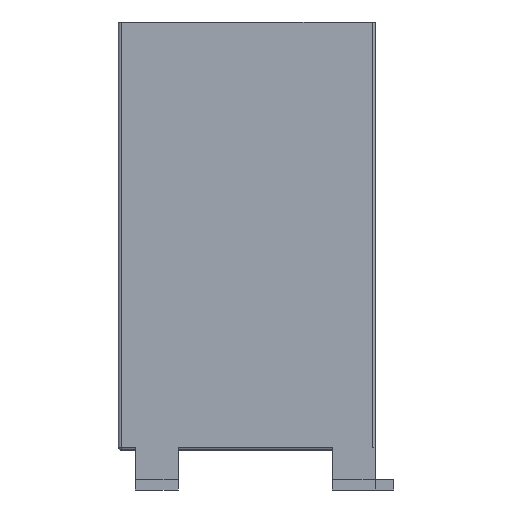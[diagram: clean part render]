
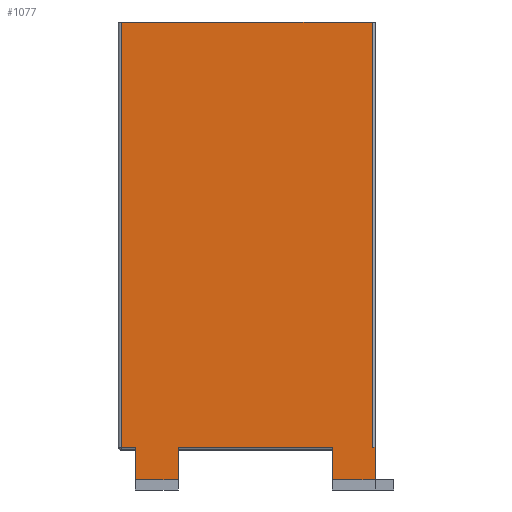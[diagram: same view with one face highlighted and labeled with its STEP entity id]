
A CAD part, front view. The second image highlights one B-rep face of the part: STEP entity #1077.
In plain terms, the highlighted planar face has unit normal (0, -1, 0).
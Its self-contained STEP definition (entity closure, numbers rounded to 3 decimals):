
#675=CARTESIAN_POINT('POINT44',(0.35,0.,-49.65));
#676=VERTEX_POINT('VERTEX44',#675);
#751=CARTESIAN_POINT('POINT48',(29.65,0.,0.));
#752=VERTEX_POINT('VERTEX48',#751);
#760=CARTESIAN_POINT('POINT49',(29.65,0.,-49.65));
#761=VERTEX_POINT('VERTEX49',#760);
#762=CARTESIAN_POINT('POS90',(29.65,0.,0.));
#763=DIRECTION('DIR122',(0.,0.,-1.));
#764=VECTOR('VEC58',#763,1.);
#765=LINE('STRAIGHT58',#762,#764);
#766=EDGE_CURVE('EDGE70',#752,#761,#765,.T.);
#783=CARTESIAN_POINT('POINT50',(30.,0.,-49.65));
#784=VERTEX_POINT('VERTEX50',#783);
#785=CARTESIAN_POINT('POS93',(30.,0.,-49.65));
#786=DIRECTION('DIR127',(-1.,0.,0.));
#787=VECTOR('VEC59',#786,1.);
#788=LINE('STRAIGHT59',#785,#787);
#789=EDGE_CURVE('EDGE72',#784,#761,#788,.T.);
#815=CARTESIAN_POINT('POINT51',(30.,0.,-53.45));
#816=VERTEX_POINT('VERTEX51',#815);
#817=CARTESIAN_POINT('POS97',(30.,0.,-53.45));
#818=DIRECTION('DIR132',(0.,0.,1.));
#819=VECTOR('VEC62',#818,1.);
#820=LINE('STRAIGHT62',#817,#819);
#821=EDGE_CURVE('EDGE75',#816,#784,#820,.T.);
#841=CARTESIAN_POINT('POINT52',(25.,0.,-53.45));
#842=VERTEX_POINT('VERTEX52',#841);
#843=CARTESIAN_POINT('POS100',(30.,0.,-53.45));
#844=DIRECTION('DIR136',(-1.,0.,0.));
#845=VECTOR('VEC64',#844,1.);
#846=LINE('STRAIGHT64',#843,#845);
#847=EDGE_CURVE('EDGE77',#816,#842,#846,.T.);
#869=CARTESIAN_POINT('POINT53',(25.,0.,-49.65));
#870=VERTEX_POINT('VERTEX53',#869);
#871=CARTESIAN_POINT('POS103',(25.,0.,-53.45));
#872=DIRECTION('DIR140',(0.,0.,1.));
#873=VECTOR('VEC66',#872,1.);
#874=LINE('STRAIGHT66',#871,#873);
#875=EDGE_CURVE('EDGE79',#842,#870,#874,.T.);
#893=CARTESIAN_POINT('POINT54',(7.,0.,-49.65));
#894=VERTEX_POINT('VERTEX54',#893);
#895=CARTESIAN_POINT('POS106',(25.,0.,-49.65));
#896=DIRECTION('DIR145',(-1.,0.,0.));
#897=VECTOR('VEC67',#896,1.);
#898=LINE('STRAIGHT67',#895,#897);
#899=EDGE_CURVE('EDGE81',#870,#894,#898,.T.);
#920=CARTESIAN_POINT('POINT55',(7.,0.,-53.45));
#921=VERTEX_POINT('VERTEX55',#920);
#922=CARTESIAN_POINT('POS109',(7.,0.,-53.45));
#923=DIRECTION('DIR150',(0.,0.,1.));
#924=VECTOR('VEC68',#923,1.);
#925=LINE('STRAIGHT68',#922,#924);
#926=EDGE_CURVE('EDGE83',#921,#894,#925,.T.);
#945=CARTESIAN_POINT('POINT56',(2.,0.,-53.45));
#946=VERTEX_POINT('VERTEX56',#945);
#947=CARTESIAN_POINT('POS112',(7.,0.,-53.45));
#948=DIRECTION('DIR154',(-1.,0.,0.));
#949=VECTOR('VEC70',#948,1.);
#950=LINE('STRAIGHT70',#947,#949);
#951=EDGE_CURVE('EDGE85',#921,#946,#950,.T.);
#973=CARTESIAN_POINT('POINT57',(2.,0.,-49.65));
#974=VERTEX_POINT('VERTEX57',#973);
#975=CARTESIAN_POINT('POS115',(2.,0.,-53.45));
#976=DIRECTION('DIR158',(0.,0.,1.));
#977=VECTOR('VEC72',#976,1.);
#978=LINE('STRAIGHT72',#975,#977);
#979=EDGE_CURVE('EDGE87',#946,#974,#978,.T.);
#997=CARTESIAN_POINT('POS118',(2.,0.,-49.65));
#998=DIRECTION('DIR163',(-1.,0.,0.));
#999=VECTOR('VEC73',#998,1.);
#1000=LINE('STRAIGHT73',#997,#999);
#1001=EDGE_CURVE('EDGE89',#974,#676,#1000,.T.);
#1014=CARTESIAN_POINT('POINT58',(0.35,0.,0.));
#1015=VERTEX_POINT('VERTEX58',#1014);
#1025=CARTESIAN_POINT('POS121',(0.35,0.,-49.65));
#1026=DIRECTION('DIR168',(0.,0.,1.));
#1027=VECTOR('VEC74',#1026,1.);
#1028=LINE('STRAIGHT74',#1025,#1027);
#1029=EDGE_CURVE('EDGE91',#676,#1015,#1028,.T.);
#1044=CARTESIAN_POINT('POS123',(0.35,0.,0.));
#1045=DIRECTION('DIR171',(1.,0.,0.));
#1046=VECTOR('VEC75',#1045,1.);
#1047=LINE('STRAIGHT75',#1044,#1046);
#1048=EDGE_CURVE('EDGE92',#1015,#752,#1047,.T.);
#1058=ORIENTED_EDGE('COEDGE173',*,*,#1048,.F.);
#1059=ORIENTED_EDGE('COEDGE174',*,*,#1029,.F.);
#1060=ORIENTED_EDGE('COEDGE175',*,*,#1001,.F.);
#1061=ORIENTED_EDGE('COEDGE176',*,*,#979,.F.);
#1062=ORIENTED_EDGE('COEDGE177',*,*,#951,.F.);
#1063=ORIENTED_EDGE('COEDGE178',*,*,#926,.T.);
#1064=ORIENTED_EDGE('COEDGE179',*,*,#899,.F.);
#1065=ORIENTED_EDGE('COEDGE180',*,*,#875,.F.);
#1066=ORIENTED_EDGE('COEDGE181',*,*,#847,.F.);
#1067=ORIENTED_EDGE('COEDGE182',*,*,#821,.T.);
#1068=ORIENTED_EDGE('COEDGE183',*,*,#789,.T.);
#1069=ORIENTED_EDGE('COEDGE184',*,*,#766,.F.);
#1070=EDGE_LOOP('NONE',(#1058,#1059,#1060,#1061,#1062,#1063,#1064,#1065,
   #1066,#1067,#1068,#1069));
#1071=FACE_BOUND('LOOP1',#1070,.T.);
#1072=CARTESIAN_POINT('POS125',(0.,0.,0.));
#1073=DIRECTION('DIR174',(0.,1.,0.));
#1074=DIRECTION('DIR175',(1.,0.,0.));
#1075=AXIS2_PLACEMENT_3D('AXIS50',#1072,#1073,#1074);
#1076=PLANE('PLANE24',#1075);
#1077=ADVANCED_FACE('FACE36',(#1071),#1076,.F.);
